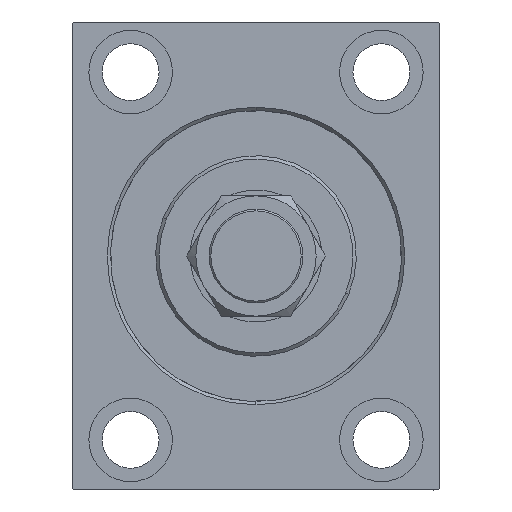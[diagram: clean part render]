
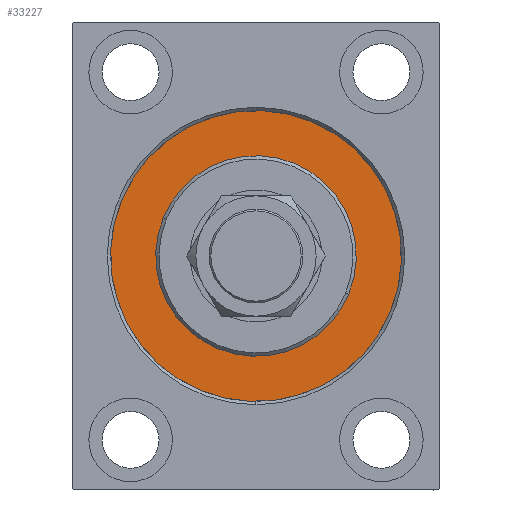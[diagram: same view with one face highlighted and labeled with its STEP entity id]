
A CAD part, left-side view. The second image highlights one B-rep face of the part: STEP entity #33227.
In plain terms, the highlighted face is planar.
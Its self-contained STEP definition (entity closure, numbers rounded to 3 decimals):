
#2454 = DIRECTION ( 'NONE',  ( 1., 0., 0. ) ) ;
#4087 = AXIS2_PLACEMENT_3D ( 'NONE', #15046, #15270, #40595 ) ;
#5914 = DIRECTION ( 'NONE',  ( 0., 0., -1. ) ) ;
#5976 = EDGE_LOOP ( 'NONE', ( #21158, #35433 ) ) ;
#6609 = VERTEX_POINT ( 'NONE', #33498 ) ;
#6861 = CARTESIAN_POINT ( 'NONE',  ( 0., 0., 43.5 ) ) ;
#7173 = CARTESIAN_POINT ( 'NONE',  ( 0., 0., -43.5 ) ) ;
#8223 = CIRCLE ( 'NONE', #30983, 30. ) ;
#13819 = DIRECTION ( 'NONE',  ( 0., 0., 1. ) ) ;
#13959 = VERTEX_POINT ( 'NONE', #6861 ) ;
#15046 = CARTESIAN_POINT ( 'NONE',  ( 0., 0., 0. ) ) ;
#15270 = DIRECTION ( 'NONE',  ( -1., 0., 0. ) ) ;
#15919 = CIRCLE ( 'NONE', #30604, 30. ) ;
#15949 = PLANE ( 'NONE',  #4087 ) ;
#16508 = DIRECTION ( 'NONE',  ( 1., 0., 0. ) ) ;
#16878 = EDGE_CURVE ( 'NONE', #6609, #43461, #8223, .T. ) ;
#16954 = CARTESIAN_POINT ( 'NONE',  ( 0., 0., 0. ) ) ;
#17330 = AXIS2_PLACEMENT_3D ( 'NONE', #38143, #17876, #20646 ) ;
#17876 = DIRECTION ( 'NONE',  ( -1., 0., 0. ) ) ;
#18874 = AXIS2_PLACEMENT_3D ( 'NONE', #31303, #31079, #13819 ) ;
#19533 = CIRCLE ( 'NONE', #17330, 43.5 ) ;
#20646 = DIRECTION ( 'NONE',  ( 0., 0., 1. ) ) ;
#21158 = ORIENTED_EDGE ( 'NONE', *, *, #40091, .F. ) ;
#29763 = FACE_OUTER_BOUND ( 'NONE', #43161, .T. ) ;
#30604 = AXIS2_PLACEMENT_3D ( 'NONE', #16954, #16508, #5914 ) ;
#30983 = AXIS2_PLACEMENT_3D ( 'NONE', #41832, #2454, #45504 ) ;
#31079 = DIRECTION ( 'NONE',  ( -1., 0., 0. ) ) ;
#31303 = CARTESIAN_POINT ( 'NONE',  ( 0., 0., 0. ) ) ;
#32222 = VERTEX_POINT ( 'NONE', #7173 ) ;
#33227 = ADVANCED_FACE ( 'NONE', ( #36889, #29763 ), #15949, .F. ) ;
#33498 = CARTESIAN_POINT ( 'NONE',  ( 0., 0., -30. ) ) ;
#34113 = EDGE_CURVE ( 'NONE', #13959, #32222, #19533, .T. ) ;
#35433 = ORIENTED_EDGE ( 'NONE', *, *, #16878, .F. ) ;
#36889 = FACE_BOUND ( 'NONE', #5976, .T. ) ;
#37138 = CARTESIAN_POINT ( 'NONE',  ( 0., 0., 30. ) ) ;
#38143 = CARTESIAN_POINT ( 'NONE',  ( 0., 0., 0. ) ) ;
#38538 = ORIENTED_EDGE ( 'NONE', *, *, #34113, .F. ) ;
#38724 = CIRCLE ( 'NONE', #18874, 43.5 ) ;
#40091 = EDGE_CURVE ( 'NONE', #43461, #6609, #15919, .T. ) ;
#40595 = DIRECTION ( 'NONE',  ( 0., 0., 1. ) ) ;
#41832 = CARTESIAN_POINT ( 'NONE',  ( 0., 0., 0. ) ) ;
#42569 = EDGE_CURVE ( 'NONE', #32222, #13959, #38724, .T. ) ;
#43161 = EDGE_LOOP ( 'NONE', ( #43994, #38538 ) ) ;
#43461 = VERTEX_POINT ( 'NONE', #37138 ) ;
#43994 = ORIENTED_EDGE ( 'NONE', *, *, #42569, .F. ) ;
#45504 = DIRECTION ( 'NONE',  ( 0., 0., -1. ) ) ;
